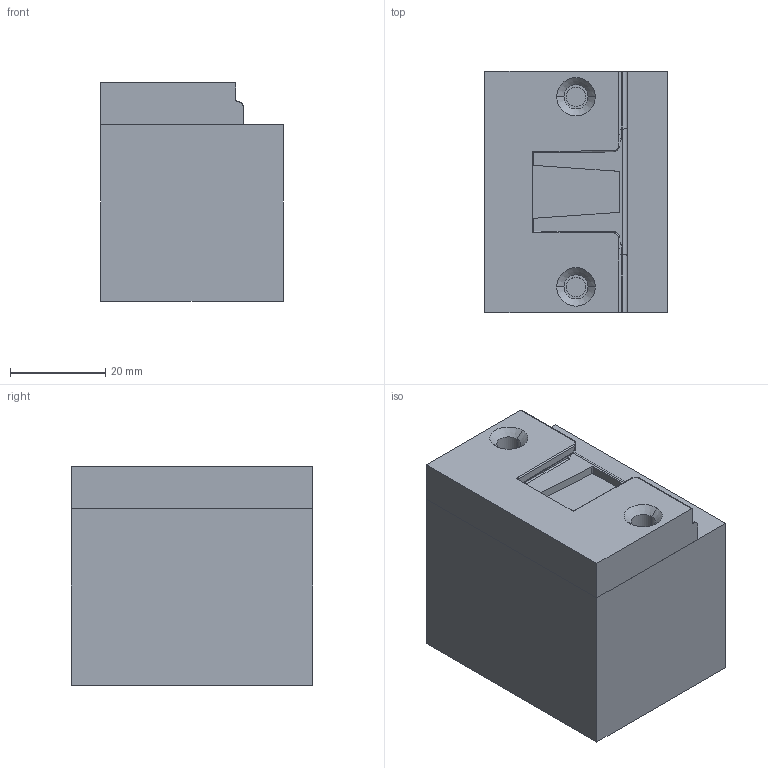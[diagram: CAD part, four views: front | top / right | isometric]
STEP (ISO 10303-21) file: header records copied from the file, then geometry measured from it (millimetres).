
FILE_DESCRIPTION(('CATIA V5 STEP Exchange'),'2;1');
FILE_NAME('EWCAP-005-23 - Fixture Assembly - 8-5-14.stp','2014-08-05T18:48:46+00:00',('none'),('none'),'CATIA Version 5 Release 19 GA (IN-10)','CATIA V5 STEP AP203','none');
FILE_SCHEMA(('CONFIG_CONTROL_DESIGN'));
Length unit declared in the file: millimetre
Products named in the file (1): Product2
Assembly tree (2 placements, depth 2):
  Product2
    #56
    #2298
Bounding box: 38.35 x 50.8 x 46 mm (x, y, z)
Volume: 82915.8 mm3; surface area: 15919.8 mm2
Topology: 2 solids, 2 shells, 158 faces, 395 edges, 230 vertices
Faces by surface type: cylinder 65, plane 53, bspline 22, sphere 8, torus 6, cone 4
Entity records: 5934 total; most frequent: CARTESIAN_POINT 2507, ORIENTED_EDGE 762, DIRECTION 543, EDGE_CURVE 381, VERTEX_POINT 230, AXIS2_PLACEMENT_3D 222, VECTOR 192, LINE 192
